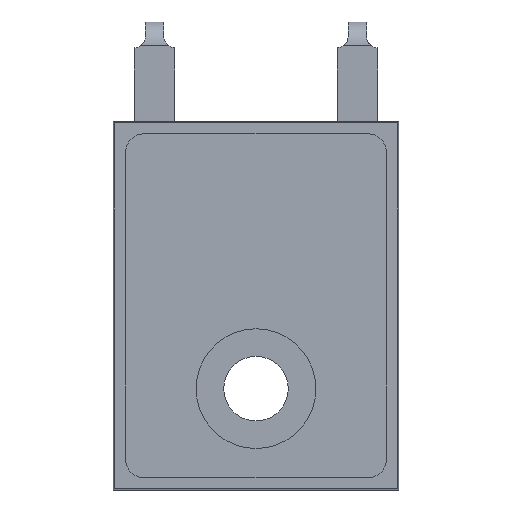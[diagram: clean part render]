
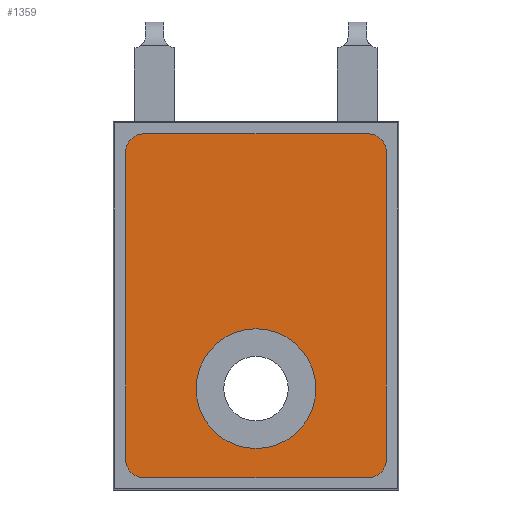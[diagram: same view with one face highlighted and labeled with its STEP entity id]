
A CAD part, front view. The second image highlights one B-rep face of the part: STEP entity #1359.
In plain terms, the highlighted planar face has unit normal (0, -1, 0).
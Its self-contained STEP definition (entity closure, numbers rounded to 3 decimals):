
#20=FACE_BOUND('',#264,.T.);
#102=CIRCLE('',#1486,1.);
#104=CIRCLE('',#1490,1.);
#106=CIRCLE('',#1494,1.);
#108=CIRCLE('',#1498,1.);
#110=CIRCLE('',#1502,3.25);
#111=CIRCLE('',#1503,3.25);
#184=FACE_OUTER_BOUND('',#263,.T.);
#263=EDGE_LOOP('',(#1215,#1216,#1217,#1218,#1219,#1220,#1221,#1222));
#264=EDGE_LOOP('',(#1223,#1224));
#385=LINE('',#2317,#516);
#389=LINE('',#2329,#520);
#393=LINE('',#2341,#524);
#396=LINE('',#2350,#527);
#516=VECTOR('',#1846,12.16);
#520=VECTOR('',#1858,16.66);
#524=VECTOR('',#1870,12.16);
#527=VECTOR('',#1881,16.66);
#637=VERTEX_POINT('',#2305);
#639=VERTEX_POINT('',#2309);
#641=VERTEX_POINT('',#2314);
#643=VERTEX_POINT('',#2320);
#645=VERTEX_POINT('',#2326);
#647=VERTEX_POINT('',#2332);
#649=VERTEX_POINT('',#2338);
#651=VERTEX_POINT('',#2344);
#653=VERTEX_POINT('',#2354);
#654=VERTEX_POINT('',#2356);
#823=EDGE_CURVE('',#637,#639,#102,.T.);
#826=EDGE_CURVE('',#641,#637,#385,.T.);
#829=EDGE_CURVE('',#643,#641,#104,.T.);
#832=EDGE_CURVE('',#645,#643,#389,.T.);
#835=EDGE_CURVE('',#647,#645,#106,.T.);
#838=EDGE_CURVE('',#649,#647,#393,.T.);
#841=EDGE_CURVE('',#651,#649,#108,.T.);
#843=EDGE_CURVE('',#639,#651,#396,.T.);
#846=EDGE_CURVE('',#653,#654,#110,.T.);
#847=EDGE_CURVE('',#654,#653,#111,.T.);
#1215=ORIENTED_EDGE('',*,*,#823,.T.);
#1216=ORIENTED_EDGE('',*,*,#843,.T.);
#1217=ORIENTED_EDGE('',*,*,#841,.T.);
#1218=ORIENTED_EDGE('',*,*,#838,.T.);
#1219=ORIENTED_EDGE('',*,*,#835,.T.);
#1220=ORIENTED_EDGE('',*,*,#832,.T.);
#1221=ORIENTED_EDGE('',*,*,#829,.T.);
#1222=ORIENTED_EDGE('',*,*,#826,.T.);
#1223=ORIENTED_EDGE('',*,*,#847,.F.);
#1224=ORIENTED_EDGE('',*,*,#846,.F.);
#1285=PLANE('',#1504);
#1359=ADVANCED_FACE('',(#184,#20),#1285,.T.);
#1486=AXIS2_PLACEMENT_3D('',#2311,#1840,#1841);
#1490=AXIS2_PLACEMENT_3D('',#2323,#1852,#1853);
#1494=AXIS2_PLACEMENT_3D('',#2335,#1864,#1865);
#1498=AXIS2_PLACEMENT_3D('',#2347,#1876,#1877);
#1502=AXIS2_PLACEMENT_3D('',#2357,#1887,#1888);
#1503=AXIS2_PLACEMENT_3D('',#2358,#1889,#1890);
#1504=AXIS2_PLACEMENT_3D('',#2359,#1891,#1892);
#1840=DIRECTION('center_axis',(0.,-1.,0.));
#1841=DIRECTION('ref_axis',(0.,0.,-1.));
#1846=DIRECTION('',(-1.,0.,0.));
#1852=DIRECTION('center_axis',(0.,-1.,0.));
#1853=DIRECTION('ref_axis',(0.,0.,-1.));
#1858=DIRECTION('',(0.,0.,1.));
#1864=DIRECTION('center_axis',(0.,-1.,0.));
#1865=DIRECTION('ref_axis',(0.,0.,-1.));
#1870=DIRECTION('',(1.,0.,0.));
#1876=DIRECTION('center_axis',(0.,-1.,0.));
#1877=DIRECTION('ref_axis',(0.,0.,-1.));
#1881=DIRECTION('',(0.,0.,-1.));
#1887=DIRECTION('center_axis',(0.,-1.,0.));
#1888=DIRECTION('ref_axis',(0.,0.,-1.));
#1889=DIRECTION('center_axis',(0.,-1.,0.));
#1890=DIRECTION('ref_axis',(0.,0.,-1.));
#1891=DIRECTION('center_axis',(0.,-1.,0.));
#1892=DIRECTION('ref_axis',(0.,0.,-1.));
#2305=CARTESIAN_POINT('',(-6.08,-2.,13.83));
#2309=CARTESIAN_POINT('',(-7.08,-2.,12.83));
#2311=CARTESIAN_POINT('Origin',(-6.08,-2.,12.83));
#2314=CARTESIAN_POINT('',(6.08,-2.,13.83));
#2317=CARTESIAN_POINT('',(6.08,-2.,13.83));
#2320=CARTESIAN_POINT('',(7.08,-2.,12.83));
#2323=CARTESIAN_POINT('Origin',(6.08,-2.,12.83));
#2326=CARTESIAN_POINT('',(7.08,-2.,-3.83));
#2329=CARTESIAN_POINT('',(7.08,-2.,-3.83));
#2332=CARTESIAN_POINT('',(6.08,-2.,-4.83));
#2335=CARTESIAN_POINT('Origin',(6.08,-2.,-3.83));
#2338=CARTESIAN_POINT('',(-6.08,-2.,-4.83));
#2341=CARTESIAN_POINT('',(-6.08,-2.,-4.83));
#2344=CARTESIAN_POINT('',(-7.08,-2.,-3.83));
#2347=CARTESIAN_POINT('Origin',(-6.08,-2.,-3.83));
#2350=CARTESIAN_POINT('',(-7.08,-2.,12.83));
#2354=CARTESIAN_POINT('',(0.,-2.,3.25));
#2356=CARTESIAN_POINT('',(0.,-2.,-3.25));
#2357=CARTESIAN_POINT('Origin',(0.,-2.,0.));
#2358=CARTESIAN_POINT('Origin',(0.,-2.,0.));
#2359=CARTESIAN_POINT('Origin',(-6.08,-2.,12.83));
